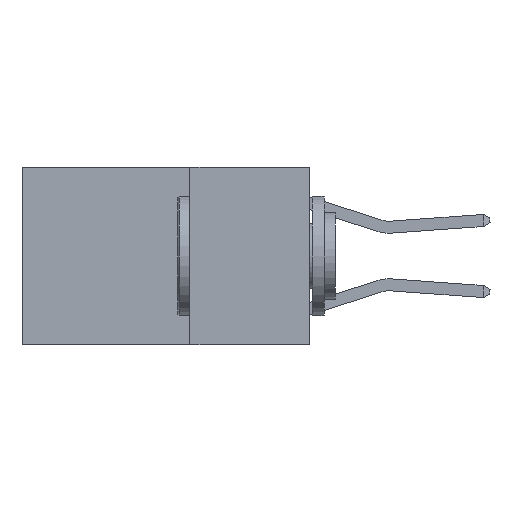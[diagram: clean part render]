
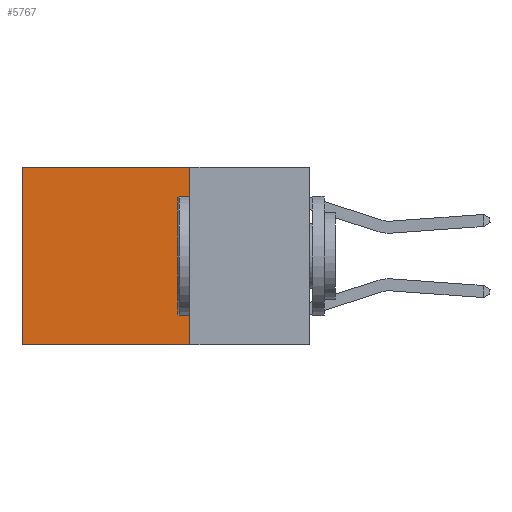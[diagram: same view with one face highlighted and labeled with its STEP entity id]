
A CAD part, left-side view. The second image highlights one B-rep face of the part: STEP entity #5767.
In plain terms, the highlighted planar face has unit normal (-1, 0, 0).
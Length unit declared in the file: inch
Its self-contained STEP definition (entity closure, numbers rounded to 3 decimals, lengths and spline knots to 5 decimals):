
#38 = EDGE_CURVE ( 'NONE', #18016, #6744, #1367, .T. ) ;
#144 = EDGE_CURVE ( 'NONE', #11918, #8449, #20054, .T. ) ;
#167 = DIRECTION ( 'NONE',  ( 0., 0., -1. ) ) ;
#459 = CARTESIAN_POINT ( 'NONE',  ( 0.2625, 0.6, -0.37 ) ) ;
#590 = ORIENTED_EDGE ( 'NONE', *, *, #38, .F. ) ;
#780 = FACE_OUTER_BOUND ( 'NONE', #1278, .T. ) ;
#1278 = EDGE_LOOP ( 'NONE', ( #14117, #19877, #590, #22731 ) ) ;
#1367 = LINE ( 'NONE', #6926, #17184 ) ;
#4407 = LINE ( 'NONE', #12173, #20633 ) ;
#4572 = CARTESIAN_POINT ( 'NONE',  ( 0.2625, 0.25, 0. ) ) ;
#4795 = DIRECTION ( 'NONE',  ( 1., 0., 0. ) ) ;
#5767 = ADVANCED_FACE ( 'NONE', ( #780 ), #21007, .F. ) ;
#6744 = VERTEX_POINT ( 'NONE', #21157 ) ;
#6759 = EDGE_CURVE ( 'NONE', #18016, #11918, #4407, .T. ) ;
#6926 = CARTESIAN_POINT ( 'NONE',  ( 0.2625, 0.25, 0. ) ) ;
#8344 = DIRECTION ( 'NONE',  ( 0., 0., -1. ) ) ;
#8449 = VERTEX_POINT ( 'NONE', #459 ) ;
#8595 = DIRECTION ( 'NONE',  ( 0., 0., -1. ) ) ;
#10417 = VECTOR ( 'NONE', #167, 39.37008 ) ;
#10778 = CARTESIAN_POINT ( 'NONE',  ( 0.2625, 0.25, -0.37 ) ) ;
#11067 = CARTESIAN_POINT ( 'NONE',  ( 0.2625, 0.6, 0. ) ) ;
#11918 = VERTEX_POINT ( 'NONE', #20546 ) ;
#12173 = CARTESIAN_POINT ( 'NONE',  ( 0.2625, 0.25, 0. ) ) ;
#14117 = ORIENTED_EDGE ( 'NONE', *, *, #144, .T. ) ;
#14620 = AXIS2_PLACEMENT_3D ( 'NONE', #4572, #4795, #8344 ) ;
#16459 = VECTOR ( 'NONE', #21667, 39.37008 ) ;
#17184 = VECTOR ( 'NONE', #8595, 39.37008 ) ;
#18016 = VERTEX_POINT ( 'NONE', #21090 ) ;
#19771 = LINE ( 'NONE', #10778, #16459 ) ;
#19877 = ORIENTED_EDGE ( 'NONE', *, *, #23249, .F. ) ;
#20054 = LINE ( 'NONE', #11067, #10417 ) ;
#20546 = CARTESIAN_POINT ( 'NONE',  ( 0.2625, 0.6, 0. ) ) ;
#20633 = VECTOR ( 'NONE', #22157, 39.37008 ) ;
#21007 = PLANE ( 'NONE',  #14620 ) ;
#21090 = CARTESIAN_POINT ( 'NONE',  ( 0.2625, 0.25, 0. ) ) ;
#21157 = CARTESIAN_POINT ( 'NONE',  ( 0.2625, 0.25, -0.37 ) ) ;
#21667 = DIRECTION ( 'NONE',  ( 0., 1., 0. ) ) ;
#22157 = DIRECTION ( 'NONE',  ( 0., 1., 0. ) ) ;
#22731 = ORIENTED_EDGE ( 'NONE', *, *, #6759, .T. ) ;
#23249 = EDGE_CURVE ( 'NONE', #6744, #8449, #19771, .T. ) ;
